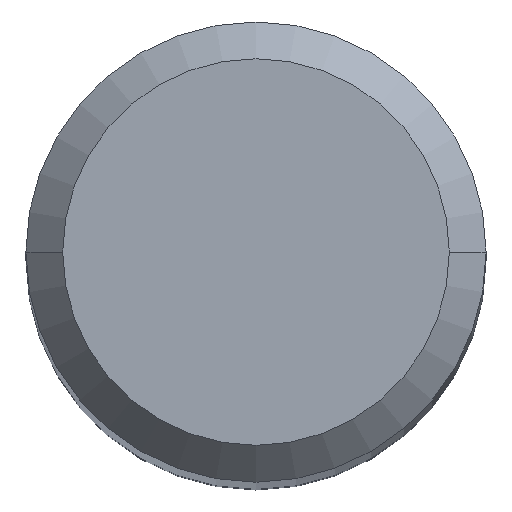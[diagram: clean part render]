
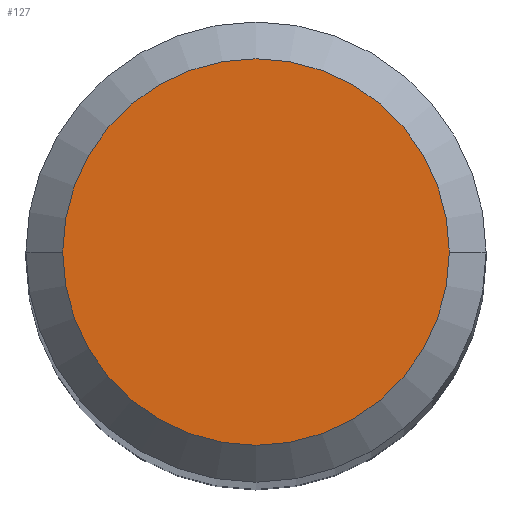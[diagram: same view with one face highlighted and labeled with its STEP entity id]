
A CAD part, top view. The second image highlights one B-rep face of the part: STEP entity #127.
In plain terms, the highlighted planar face has unit normal (0, 0, 1).
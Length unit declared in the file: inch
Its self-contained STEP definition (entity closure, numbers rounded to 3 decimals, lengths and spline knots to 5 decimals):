
#9 = CARTESIAN_POINT ( 'NONE',  ( 0., 0., 0. ) ) ;
#17 = CIRCLE ( 'NONE', #301, 0.105 ) ;
#85 = DIRECTION ( 'NONE',  ( 0., 0., -1. ) ) ;
#103 = AXIS2_PLACEMENT_3D ( 'NONE', #402, #85, #265 ) ;
#120 = VERTEX_POINT ( 'NONE', #175 ) ;
#127 = ADVANCED_FACE ( 'NONE', ( #270 ), #444, .F. ) ;
#143 = DIRECTION ( 'NONE',  ( 1., 0., 0. ) ) ;
#165 = CARTESIAN_POINT ( 'NONE',  ( 0.105, 0., 0. ) ) ;
#175 = CARTESIAN_POINT ( 'NONE',  ( -0.105, 0., 0. ) ) ;
#182 = VERTEX_POINT ( 'NONE', #165 ) ;
#193 = ORIENTED_EDGE ( 'NONE', *, *, #228, .T. ) ;
#228 = EDGE_CURVE ( 'NONE', #182, #120, #448, .T. ) ;
#233 = DIRECTION ( 'NONE',  ( 1., 0., 0. ) ) ;
#263 = AXIS2_PLACEMENT_3D ( 'NONE', #9, #281, #233 ) ;
#265 = DIRECTION ( 'NONE',  ( -1., 0., 0. ) ) ;
#270 = FACE_OUTER_BOUND ( 'NONE', #327, .T. ) ;
#281 = DIRECTION ( 'NONE',  ( 0., 0., 1. ) ) ;
#301 = AXIS2_PLACEMENT_3D ( 'NONE', #325, #479, #143 ) ;
#325 = CARTESIAN_POINT ( 'NONE',  ( 0., 0., 0. ) ) ;
#327 = EDGE_LOOP ( 'NONE', ( #378, #193 ) ) ;
#378 = ORIENTED_EDGE ( 'NONE', *, *, #489, .T. ) ;
#402 = CARTESIAN_POINT ( 'NONE',  ( 0., 0.105, 0. ) ) ;
#444 = PLANE ( 'NONE',  #103 ) ;
#448 = CIRCLE ( 'NONE', #263, 0.105 ) ;
#479 = DIRECTION ( 'NONE',  ( 0., 0., 1. ) ) ;
#489 = EDGE_CURVE ( 'NONE', #120, #182, #17, .T. ) ;
